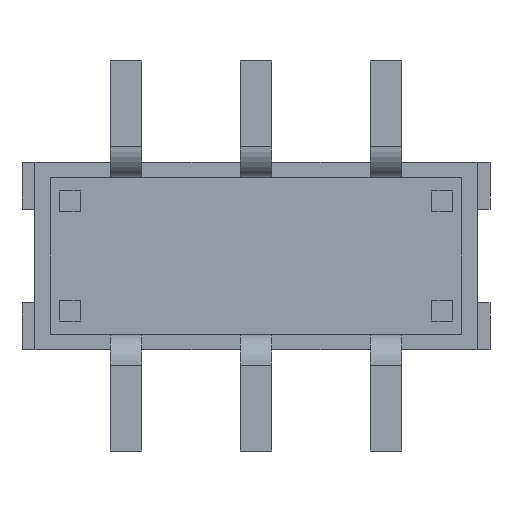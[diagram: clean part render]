
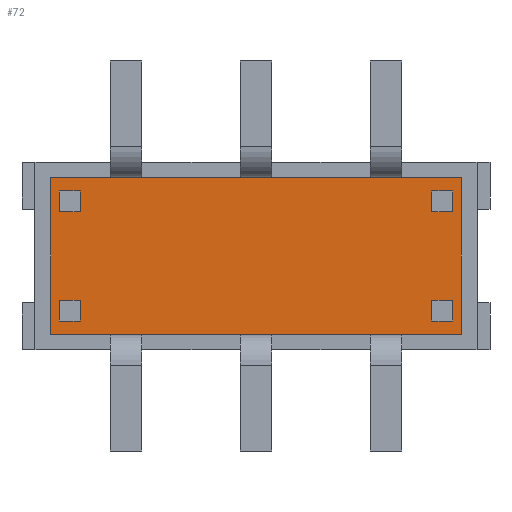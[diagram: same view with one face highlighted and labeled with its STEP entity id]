
A CAD part, front view. The second image highlights one B-rep face of the part: STEP entity #72.
In plain terms, the highlighted planar face has unit normal (0, -1, 0).
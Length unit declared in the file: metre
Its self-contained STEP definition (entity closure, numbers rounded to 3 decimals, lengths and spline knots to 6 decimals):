
#72 = ADVANCED_FACE( '', ( #330, #331, #332, #333, #334 ), #335, .F. );
#330 = FACE_OUTER_BOUND( '', #825, .T. );
#331 = FACE_BOUND( '', #826, .T. );
#332 = FACE_BOUND( '', #827, .T. );
#333 = FACE_BOUND( '', #828, .T. );
#334 = FACE_BOUND( '', #829, .T. );
#335 = PLANE( '', #830 );
#825 = EDGE_LOOP( '', ( #1561, #1562, #1563, #1564 ) );
#826 = EDGE_LOOP( '', ( #1565, #1566, #1567, #1568 ) );
#827 = EDGE_LOOP( '', ( #1569, #1570, #1571, #1572 ) );
#828 = EDGE_LOOP( '', ( #1573, #1574, #1575, #1576 ) );
#829 = EDGE_LOOP( '', ( #1577, #1578, #1579, #1580 ) );
#830 = AXIS2_PLACEMENT_3D( '', #1581, #1582, #1583 );
#1561 = ORIENTED_EDGE( '', *, *, #3619, .F. );
#1562 = ORIENTED_EDGE( '', *, *, #3620, .F. );
#1563 = ORIENTED_EDGE( '', *, *, #3621, .F. );
#1564 = ORIENTED_EDGE( '', *, *, #3622, .F. );
#1565 = ORIENTED_EDGE( '', *, *, #3623, .F. );
#1566 = ORIENTED_EDGE( '', *, *, #3624, .F. );
#1567 = ORIENTED_EDGE( '', *, *, #3610, .F. );
#1568 = ORIENTED_EDGE( '', *, *, #3625, .F. );
#1569 = ORIENTED_EDGE( '', *, *, #3626, .F. );
#1570 = ORIENTED_EDGE( '', *, *, #3627, .F. );
#1571 = ORIENTED_EDGE( '', *, *, #3628, .F. );
#1572 = ORIENTED_EDGE( '', *, *, #3629, .F. );
#1573 = ORIENTED_EDGE( '', *, *, #3630, .F. );
#1574 = ORIENTED_EDGE( '', *, *, #3631, .F. );
#1575 = ORIENTED_EDGE( '', *, *, #3632, .F. );
#1576 = ORIENTED_EDGE( '', *, *, #3633, .F. );
#1577 = ORIENTED_EDGE( '', *, *, #3545, .F. );
#1578 = ORIENTED_EDGE( '', *, *, #3634, .F. );
#1579 = ORIENTED_EDGE( '', *, *, #3635, .F. );
#1580 = ORIENTED_EDGE( '', *, *, #3636, .F. );
#1581 = CARTESIAN_POINT( '', ( 0., 0., 0. ) );
#1582 = DIRECTION( '', ( 0., 1., 0. ) );
#1583 = DIRECTION( '', ( 1., 0., 0. ) );
#3545 = EDGE_CURVE( '', #4187, #4182, #4189, .T. );
#3610 = EDGE_CURVE( '', #4315, #4310, #4317, .T. );
#3619 = EDGE_CURVE( '', #4332, #4333, #4334, .T. );
#3620 = EDGE_CURVE( '', #4335, #4332, #4336, .T. );
#3621 = EDGE_CURVE( '', #4337, #4335, #4338, .T. );
#3622 = EDGE_CURVE( '', #4333, #4337, #4339, .T. );
#3623 = EDGE_CURVE( '', #4340, #4341, #4342, .T. );
#3624 = EDGE_CURVE( '', #4310, #4340, #4343, .T. );
#3625 = EDGE_CURVE( '', #4341, #4315, #4344, .T. );
#3626 = EDGE_CURVE( '', #4345, #4346, #4347, .T. );
#3627 = EDGE_CURVE( '', #4348, #4345, #4349, .T. );
#3628 = EDGE_CURVE( '', #4350, #4348, #4351, .T. );
#3629 = EDGE_CURVE( '', #4346, #4350, #4352, .T. );
#3630 = EDGE_CURVE( '', #4353, #4354, #4355, .T. );
#3631 = EDGE_CURVE( '', #4356, #4353, #4357, .T. );
#3632 = EDGE_CURVE( '', #4358, #4356, #4359, .T. );
#3633 = EDGE_CURVE( '', #4354, #4358, #4360, .T. );
#3634 = EDGE_CURVE( '', #4361, #4187, #4362, .T. );
#3635 = EDGE_CURVE( '', #4363, #4361, #4364, .T. );
#3636 = EDGE_CURVE( '', #4182, #4363, #4365, .T. );
#4182 = VERTEX_POINT( '', #5250 );
#4187 = VERTEX_POINT( '', #5257 );
#4189 = LINE( '', #5260, #5261 );
#4310 = VERTEX_POINT( '', #5492 );
#4315 = VERTEX_POINT( '', #5499 );
#4317 = LINE( '', #5502, #5503 );
#4332 = VERTEX_POINT( '', #5536 );
#4333 = VERTEX_POINT( '', #5537 );
#4334 = LINE( '', #5538, #5539 );
#4335 = VERTEX_POINT( '', #5540 );
#4336 = LINE( '', #5541, #5542 );
#4337 = VERTEX_POINT( '', #5543 );
#4338 = LINE( '', #5544, #5545 );
#4339 = LINE( '', #5546, #5547 );
#4340 = VERTEX_POINT( '', #5548 );
#4341 = VERTEX_POINT( '', #5549 );
#4342 = LINE( '', #5550, #5551 );
#4343 = LINE( '', #5552, #5553 );
#4344 = LINE( '', #5554, #5555 );
#4345 = VERTEX_POINT( '', #5556 );
#4346 = VERTEX_POINT( '', #5557 );
#4347 = LINE( '', #5558, #5559 );
#4348 = VERTEX_POINT( '', #5560 );
#4349 = LINE( '', #5561, #5562 );
#4350 = VERTEX_POINT( '', #5563 );
#4351 = LINE( '', #5564, #5565 );
#4352 = LINE( '', #5566, #5567 );
#4353 = VERTEX_POINT( '', #5568 );
#4354 = VERTEX_POINT( '', #5569 );
#4355 = LINE( '', #5570, #5571 );
#4356 = VERTEX_POINT( '', #5572 );
#4357 = LINE( '', #5573, #5574 );
#4358 = VERTEX_POINT( '', #5575 );
#4359 = LINE( '', #5576, #5577 );
#4360 = LINE( '', #5578, #5579 );
#4361 = VERTEX_POINT( '', #5580 );
#4362 = LINE( '', #5581, #5582 );
#4363 = VERTEX_POINT( '', #5583 );
#4364 = LINE( '', #5584, #5585 );
#4365 = LINE( '', #5586, #5587 );
#5250 = CARTESIAN_POINT( '', ( 0.00338, 0., 0.00085 ) );
#5257 = CARTESIAN_POINT( '', ( 0.00338, 0., 0.00125 ) );
#5260 = CARTESIAN_POINT( '', ( 0.00338, 0., 0.00125 ) );
#5261 = VECTOR( '', #7067, 1. );
#5492 = CARTESIAN_POINT( '', ( -0.00378, 0., -0.00125 ) );
#5499 = CARTESIAN_POINT( '', ( -0.00378, 0., -0.00085 ) );
#5502 = CARTESIAN_POINT( '', ( -0.00378, 0., -0.00085 ) );
#5503 = VECTOR( '', #7126, 1. );
#5536 = CARTESIAN_POINT( '', ( -0.00395, 0., 0.0015 ) );
#5537 = CARTESIAN_POINT( '', ( 0.00395, 0., 0.0015 ) );
#5538 = CARTESIAN_POINT( '', ( -0.00395, 0., 0.0015 ) );
#5539 = VECTOR( '', #7130, 1. );
#5540 = CARTESIAN_POINT( '', ( -0.00395, 0., -0.0015 ) );
#5541 = CARTESIAN_POINT( '', ( -0.00395, 0., -0.0015 ) );
#5542 = VECTOR( '', #7131, 1. );
#5543 = CARTESIAN_POINT( '', ( 0.00395, 0., -0.0015 ) );
#5544 = CARTESIAN_POINT( '', ( 0.00395, 0., -0.0015 ) );
#5545 = VECTOR( '', #7132, 1. );
#5546 = CARTESIAN_POINT( '', ( 0.00395, 0., 0.0015 ) );
#5547 = VECTOR( '', #7133, 1. );
#5548 = CARTESIAN_POINT( '', ( -0.00338, 0., -0.00125 ) );
#5549 = CARTESIAN_POINT( '', ( -0.00338, 0., -0.00085 ) );
#5550 = CARTESIAN_POINT( '', ( -0.00338, 0., -0.00125 ) );
#5551 = VECTOR( '', #7134, 1. );
#5552 = CARTESIAN_POINT( '', ( -0.00378, 0., -0.00125 ) );
#5553 = VECTOR( '', #7135, 1. );
#5554 = CARTESIAN_POINT( '', ( -0.00338, 0., -0.00085 ) );
#5555 = VECTOR( '', #7136, 1. );
#5556 = CARTESIAN_POINT( '', ( 0.00378, 0., -0.00085 ) );
#5557 = CARTESIAN_POINT( '', ( 0.00338, 0., -0.00085 ) );
#5558 = CARTESIAN_POINT( '', ( 0.00378, 0., -0.00085 ) );
#5559 = VECTOR( '', #7137, 1. );
#5560 = CARTESIAN_POINT( '', ( 0.00378, 0., -0.00125 ) );
#5561 = CARTESIAN_POINT( '', ( 0.00378, 0., -0.00125 ) );
#5562 = VECTOR( '', #7138, 1. );
#5563 = CARTESIAN_POINT( '', ( 0.00338, 0., -0.00125 ) );
#5564 = CARTESIAN_POINT( '', ( 0.00338, 0., -0.00125 ) );
#5565 = VECTOR( '', #7139, 1. );
#5566 = CARTESIAN_POINT( '', ( 0.00338, 0., -0.00085 ) );
#5567 = VECTOR( '', #7140, 1. );
#5568 = CARTESIAN_POINT( '', ( -0.00378, 0., 0.00085 ) );
#5569 = CARTESIAN_POINT( '', ( -0.00338, 0., 0.00085 ) );
#5570 = CARTESIAN_POINT( '', ( -0.00378, 0., 0.00085 ) );
#5571 = VECTOR( '', #7141, 1. );
#5572 = CARTESIAN_POINT( '', ( -0.00378, 0., 0.00125 ) );
#5573 = CARTESIAN_POINT( '', ( -0.00378, 0., 0.00125 ) );
#5574 = VECTOR( '', #7142, 1. );
#5575 = CARTESIAN_POINT( '', ( -0.00338, 0., 0.00125 ) );
#5576 = CARTESIAN_POINT( '', ( -0.00338, 0., 0.00125 ) );
#5577 = VECTOR( '', #7143, 1. );
#5578 = CARTESIAN_POINT( '', ( -0.00338, 0., 0.00085 ) );
#5579 = VECTOR( '', #7144, 1. );
#5580 = CARTESIAN_POINT( '', ( 0.00378, 0., 0.00125 ) );
#5581 = CARTESIAN_POINT( '', ( 0.00378, 0., 0.00125 ) );
#5582 = VECTOR( '', #7145, 1. );
#5583 = CARTESIAN_POINT( '', ( 0.00378, 0., 0.00085 ) );
#5584 = CARTESIAN_POINT( '', ( 0.00378, 0., 0.00085 ) );
#5585 = VECTOR( '', #7146, 1. );
#5586 = CARTESIAN_POINT( '', ( 0.00338, 0., 0.00085 ) );
#5587 = VECTOR( '', #7147, 1. );
#7067 = DIRECTION( '', ( 0., 0., -1. ) );
#7126 = DIRECTION( '', ( 0., 0., -1. ) );
#7130 = DIRECTION( '', ( 1., 0., 0. ) );
#7131 = DIRECTION( '', ( 0., 0., 1. ) );
#7132 = DIRECTION( '', ( -1., 0., 0. ) );
#7133 = DIRECTION( '', ( 0., 0., -1. ) );
#7134 = DIRECTION( '', ( 0., 0., 1. ) );
#7135 = DIRECTION( '', ( 1., 0., 0. ) );
#7136 = DIRECTION( '', ( -1., 0., 0. ) );
#7137 = DIRECTION( '', ( -1., 0., 0. ) );
#7138 = DIRECTION( '', ( 0., 0., 1. ) );
#7139 = DIRECTION( '', ( 1., 0., 0. ) );
#7140 = DIRECTION( '', ( 0., 0., -1. ) );
#7141 = DIRECTION( '', ( 1., 0., 0. ) );
#7142 = DIRECTION( '', ( 0., 0., -1. ) );
#7143 = DIRECTION( '', ( -1., 0., 0. ) );
#7144 = DIRECTION( '', ( 0., 0., 1. ) );
#7145 = DIRECTION( '', ( -1., 0., 0. ) );
#7146 = DIRECTION( '', ( 0., 0., 1. ) );
#7147 = DIRECTION( '', ( 1., 0., 0. ) );
